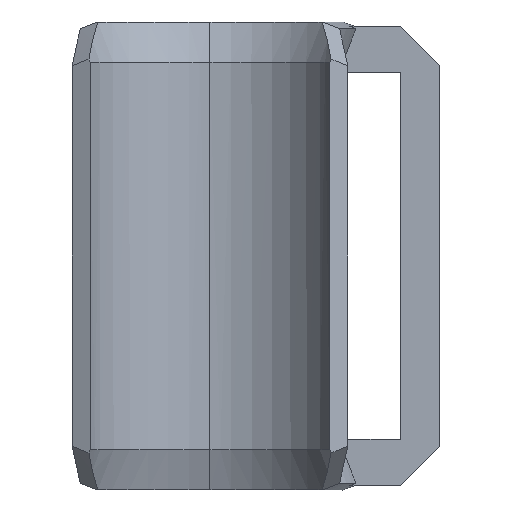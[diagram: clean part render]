
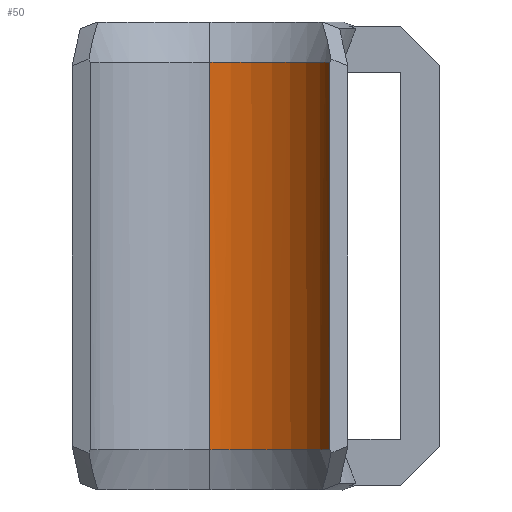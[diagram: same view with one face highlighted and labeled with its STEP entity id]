
A CAD part, front view. The second image highlights one B-rep face of the part: STEP entity #50.
In plain terms, the highlighted free-form (B-spline) face has degree [1, 3] with [2, 18] control points.
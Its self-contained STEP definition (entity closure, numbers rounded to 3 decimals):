
#50=ADVANCED_FACE('',(#115),#881,.T.);
#115=FACE_OUTER_BOUND('',#178,.T.);
#178=EDGE_LOOP('',(#379,#380,#381,#382));
#379=ORIENTED_EDGE('',*,*,#584,.F.);
#380=ORIENTED_EDGE('',*,*,#595,.F.);
#381=ORIENTED_EDGE('',*,*,#583,.F.);
#382=ORIENTED_EDGE('',*,*,#594,.F.);
#583=EDGE_CURVE('',#842,#843,#748,.T.);
#584=EDGE_CURVE('',#844,#841,#749,.T.);
#594=EDGE_CURVE('',#841,#842,#674,.T.);
#595=EDGE_CURVE('',#843,#844,#675,.T.);
#674=(
BOUNDED_CURVE()
B_SPLINE_CURVE(2,(#3159,#3160,#3161),.UNSPECIFIED.,.F.,.F.)
B_SPLINE_CURVE_WITH_KNOTS((3,3),(-4.292,-3.142),
 .UNSPECIFIED.)
CURVE()
GEOMETRIC_REPRESENTATION_ITEM()
RATIONAL_B_SPLINE_CURVE((1.,0.839,1.))
REPRESENTATION_ITEM('')
);
#675=(
BOUNDED_CURVE()
B_SPLINE_CURVE(2,(#3162,#3163,#3164),.UNSPECIFIED.,.F.,.F.)
B_SPLINE_CURVE_WITH_KNOTS((3,3),(-3.142,-1.991),
 .UNSPECIFIED.)
CURVE()
GEOMETRIC_REPRESENTATION_ITEM()
RATIONAL_B_SPLINE_CURVE((1.,0.839,1.))
REPRESENTATION_ITEM('')
);
#748=B_SPLINE_CURVE_WITH_KNOTS('',1,(#2831,#2832),.UNSPECIFIED.,.F.,.F.,
(2,2),(-14.764,14.764),.UNSPECIFIED.);
#749=B_SPLINE_CURVE_WITH_KNOTS('',1,(#2833,#2834),.UNSPECIFIED.,.F.,.F.,
(2,2),(-14.764,14.764),.UNSPECIFIED.);
#841=VERTEX_POINT('',#2795);
#842=VERTEX_POINT('',#2796);
#843=VERTEX_POINT('',#2797);
#844=VERTEX_POINT('',#2798);
#881=B_SPLINE_SURFACE_WITH_KNOTS('',1,3,((#2221,#2222,#2223,#2224,#2225,
#2226,#2227,#2228,#2229,#2230,#2231,#2232,#2233,#2234,#2235,#2236,#2237,
#2238),(#2239,#2240,#2241,#2242,#2243,#2244,#2245,#2246,#2247,#2248,#2249,
#2250,#2251,#2252,#2253,#2254,#2255,#2256)),.UNSPECIFIED.,.F.,.F.,.F.,(2,
2),(4,2,2,2,2,2,2,2,4),(-14.764,14.764),(0.,1.438,
2.877,4.315,5.753,7.192,8.63,
10.068,11.507),.UNSPECIFIED.);
#2221=CARTESIAN_POINT('',(20.308,-9.801,2.736));
#2222=CARTESIAN_POINT('',(20.112,-9.364,2.736));
#2223=CARTESIAN_POINT('',(19.885,-8.94,2.736));
#2224=CARTESIAN_POINT('',(19.372,-8.13,2.736));
#2225=CARTESIAN_POINT('',(19.087,-7.743,2.736));
#2226=CARTESIAN_POINT('',(18.463,-7.014,2.736));
#2227=CARTESIAN_POINT('',(18.125,-6.672,2.736));
#2228=CARTESIAN_POINT('',(17.404,-6.041,2.736));
#2229=CARTESIAN_POINT('',(17.021,-5.751,2.736));
#2230=CARTESIAN_POINT('',(16.216,-5.229,2.736));
#2231=CARTESIAN_POINT('',(15.795,-4.997,2.736));
#2232=CARTESIAN_POINT('',(14.924,-4.596,2.736));
#2233=CARTESIAN_POINT('',(14.474,-4.427,2.736));
#2234=CARTESIAN_POINT('',(13.555,-4.155,2.736));
#2235=CARTESIAN_POINT('',(13.085,-4.052,2.736));
#2236=CARTESIAN_POINT('',(12.136,-3.915,2.736));
#2237=CARTESIAN_POINT('',(11.657,-3.88,2.736));
#2238=CARTESIAN_POINT('',(11.177,-3.88,2.736));
#2239=CARTESIAN_POINT('',(20.308,-9.801,32.264));
#2240=CARTESIAN_POINT('',(20.112,-9.364,32.264));
#2241=CARTESIAN_POINT('',(19.885,-8.94,32.264));
#2242=CARTESIAN_POINT('',(19.372,-8.13,32.264));
#2243=CARTESIAN_POINT('',(19.087,-7.743,32.264));
#2244=CARTESIAN_POINT('',(18.463,-7.014,32.264));
#2245=CARTESIAN_POINT('',(18.125,-6.672,32.264));
#2246=CARTESIAN_POINT('',(17.404,-6.041,32.264));
#2247=CARTESIAN_POINT('',(17.021,-5.751,32.264));
#2248=CARTESIAN_POINT('',(16.216,-5.229,32.264));
#2249=CARTESIAN_POINT('',(15.795,-4.997,32.264));
#2250=CARTESIAN_POINT('',(14.924,-4.596,32.264));
#2251=CARTESIAN_POINT('',(14.474,-4.427,32.264));
#2252=CARTESIAN_POINT('',(13.555,-4.155,32.264));
#2253=CARTESIAN_POINT('',(13.085,-4.052,32.264));
#2254=CARTESIAN_POINT('',(12.136,-3.915,32.264));
#2255=CARTESIAN_POINT('',(11.657,-3.88,32.264));
#2256=CARTESIAN_POINT('',(11.177,-3.88,32.264));
#2795=CARTESIAN_POINT('',(20.308,-9.801,2.736));
#2796=CARTESIAN_POINT('',(11.177,-3.88,2.736));
#2797=CARTESIAN_POINT('',(11.177,-3.88,32.264));
#2798=CARTESIAN_POINT('',(20.308,-9.801,32.264));
#2831=CARTESIAN_POINT('',(11.177,-3.88,2.736));
#2832=CARTESIAN_POINT('',(11.177,-3.88,32.264));
#2833=CARTESIAN_POINT('',(20.308,-9.801,32.264));
#2834=CARTESIAN_POINT('',(20.308,-9.801,2.736));
#3159=CARTESIAN_POINT('',(20.308,-9.801,2.736));
#3160=CARTESIAN_POINT('',(17.662,-3.88,2.736));
#3161=CARTESIAN_POINT('',(11.177,-3.88,2.736));
#3162=CARTESIAN_POINT('',(11.177,-3.88,32.264));
#3163=CARTESIAN_POINT('',(17.662,-3.88,32.264));
#3164=CARTESIAN_POINT('',(20.308,-9.801,32.264));
